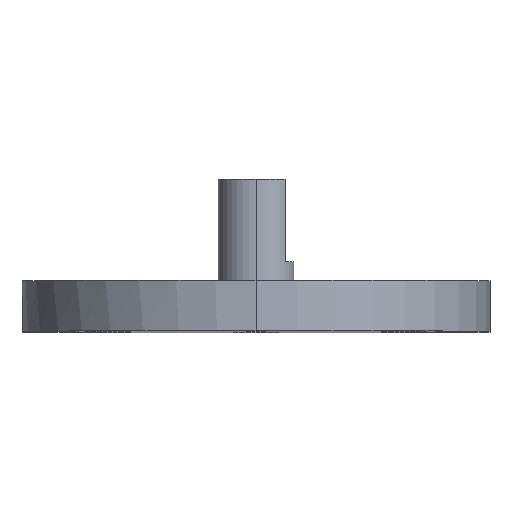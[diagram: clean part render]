
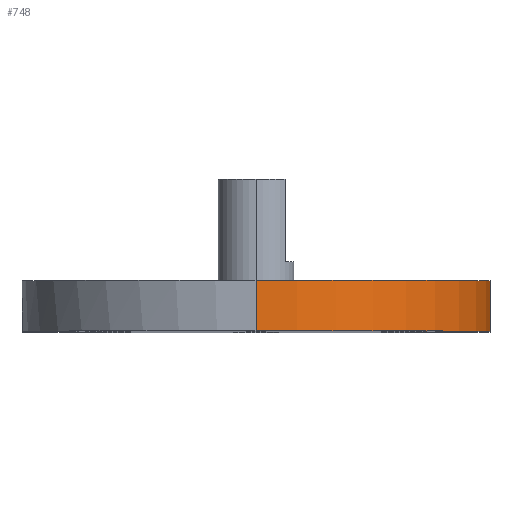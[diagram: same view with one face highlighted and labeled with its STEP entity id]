
A CAD part, top view. The second image highlights one B-rep face of the part: STEP entity #748.
In plain terms, the highlighted cylindrical face has radius 18.5 mm (diameter 37 mm), a partial arc.
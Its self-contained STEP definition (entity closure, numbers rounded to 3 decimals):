
#31 = CARTESIAN_POINT ( 'NONE',  ( 0.609, 4., 62.719 ) ) ;
#38 = EDGE_CURVE ( 'NONE', #233, #1682, #1139, .T. ) ;
#68 = FACE_OUTER_BOUND ( 'NONE', #184, .T. ) ;
#115 = DIRECTION ( 'NONE',  ( 0., 0., -1. ) ) ;
#159 = DIRECTION ( 'NONE',  ( 0., -1., 0. ) ) ;
#172 = DIRECTION ( 'NONE',  ( 0., -1., 0. ) ) ;
#184 = EDGE_LOOP ( 'NONE', ( #2051, #1321, #2180, #1347, #2166 ) ) ;
#233 = VERTEX_POINT ( 'NONE', #1833 ) ;
#277 = EDGE_CURVE ( 'NONE', #934, #233, #2057, .T. ) ;
#321 = DIRECTION ( 'NONE',  ( 0., 0., -1. ) ) ;
#322 = CARTESIAN_POINT ( 'NONE',  ( 0.609, 4., 25.719 ) ) ;
#331 = DIRECTION ( 'NONE',  ( 0., -1., 0. ) ) ;
#408 = DIRECTION ( 'NONE',  ( 0., -1., 0. ) ) ;
#447 = VECTOR ( 'NONE', #172, 1000. ) ;
#480 = CYLINDRICAL_SURFACE ( 'NONE', #2394, 18.5 ) ;
#513 = EDGE_CURVE ( 'NONE', #1667, #2014, #613, .T. ) ;
#613 = LINE ( 'NONE', #31, #1391 ) ;
#706 = CARTESIAN_POINT ( 'NONE',  ( 0.609, 0., 44.219 ) ) ;
#745 = DIRECTION ( 'NONE',  ( 0., -1., 0. ) ) ;
#748 = ADVANCED_FACE ( 'NONE', ( #68 ), #480, .T. ) ;
#784 = AXIS2_PLACEMENT_3D ( 'NONE', #706, #331, #321 ) ;
#804 = EDGE_CURVE ( 'NONE', #934, #1667, #1996, .T. ) ;
#807 = CARTESIAN_POINT ( 'NONE',  ( 0.609, 4., 25.719 ) ) ;
#854 = VECTOR ( 'NONE', #159, 1000. ) ;
#869 = CARTESIAN_POINT ( 'NONE',  ( 0.609, 0., 25.719 ) ) ;
#885 = DIRECTION ( 'NONE',  ( 0., 0., -1. ) ) ;
#934 = VERTEX_POINT ( 'NONE', #807 ) ;
#935 = DIRECTION ( 'NONE',  ( 0., -1., 0. ) ) ;
#1092 = CARTESIAN_POINT ( 'NONE',  ( 0.609, 4., 62.719 ) ) ;
#1102 = CARTESIAN_POINT ( 'NONE',  ( 0.609, 0., 62.719 ) ) ;
#1139 = LINE ( 'NONE', #2335, #447 ) ;
#1321 = ORIENTED_EDGE ( 'NONE', *, *, #513, .T. ) ;
#1347 = ORIENTED_EDGE ( 'NONE', *, *, #38, .F. ) ;
#1391 = VECTOR ( 'NONE', #408, 1000. ) ;
#1591 = AXIS2_PLACEMENT_3D ( 'NONE', #2482, #745, #885 ) ;
#1667 = VERTEX_POINT ( 'NONE', #1092 ) ;
#1682 = VERTEX_POINT ( 'NONE', #869 ) ;
#1833 = CARTESIAN_POINT ( 'NONE',  ( 0.609, 0.8, 25.719 ) ) ;
#1878 = CIRCLE ( 'NONE', #784, 18.5 ) ;
#1996 = CIRCLE ( 'NONE', #1591, 18.5 ) ;
#2014 = VERTEX_POINT ( 'NONE', #1102 ) ;
#2051 = ORIENTED_EDGE ( 'NONE', *, *, #804, .T. ) ;
#2057 = LINE ( 'NONE', #322, #854 ) ;
#2166 = ORIENTED_EDGE ( 'NONE', *, *, #277, .F. ) ;
#2180 = ORIENTED_EDGE ( 'NONE', *, *, #2412, .F. ) ;
#2335 = CARTESIAN_POINT ( 'NONE',  ( 0.609, 4., 25.719 ) ) ;
#2394 = AXIS2_PLACEMENT_3D ( 'NONE', #2441, #935, #115 ) ;
#2412 = EDGE_CURVE ( 'NONE', #1682, #2014, #1878, .T. ) ;
#2441 = CARTESIAN_POINT ( 'NONE',  ( 0.609, 4., 44.219 ) ) ;
#2482 = CARTESIAN_POINT ( 'NONE',  ( 0.609, 4., 44.219 ) ) ;
